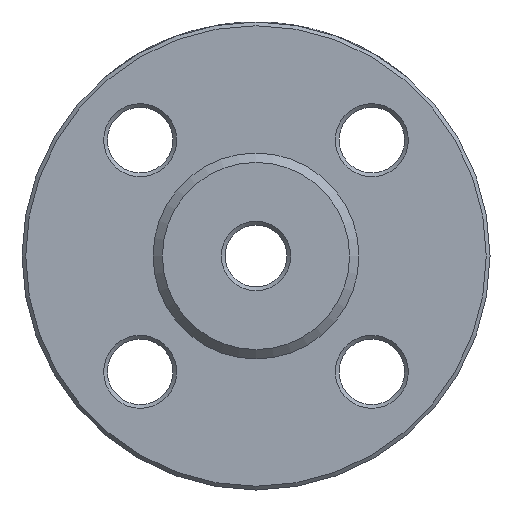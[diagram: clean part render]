
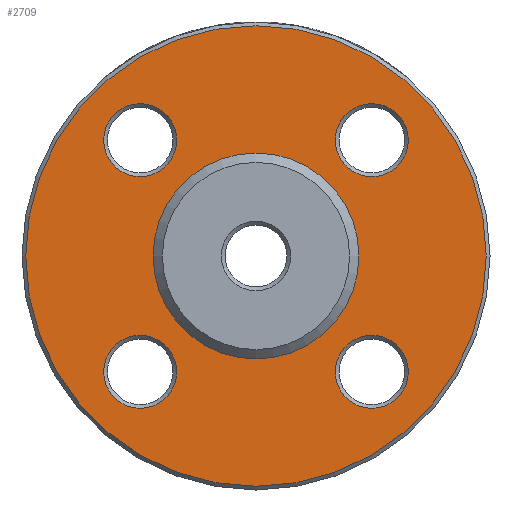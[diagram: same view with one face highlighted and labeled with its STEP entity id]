
A CAD part, left-side view. The second image highlights one B-rep face of the part: STEP entity #2709.
In plain terms, the highlighted planar face has unit normal (-1, 0, 0).
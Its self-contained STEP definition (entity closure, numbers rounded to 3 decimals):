
#142 = DIRECTION ( 'NONE',  ( 0., 0., -1. ) ) ;
#311 = CIRCLE ( 'NONE', #4347, 7.8 ) ;
#339 = CARTESIAN_POINT ( 'NONE',  ( 2., 0., -49.2 ) ) ;
#362 = CARTESIAN_POINT ( 'NONE',  ( 2., -32.549, -24.749 ) ) ;
#379 = FACE_BOUND ( 'NONE', #2118, .T. ) ;
#400 = VERTEX_POINT ( 'NONE', #2125 ) ;
#403 = CARTESIAN_POINT ( 'NONE',  ( 2., 0., 22. ) ) ;
#482 = DIRECTION ( 'NONE',  ( 0., 0., 1. ) ) ;
#486 = EDGE_LOOP ( 'NONE', ( #4329 ) ) ;
#504 = ORIENTED_EDGE ( 'NONE', *, *, #3980, .T. ) ;
#672 = VERTEX_POINT ( 'NONE', #3790 ) ;
#674 = VERTEX_POINT ( 'NONE', #339 ) ;
#691 = DIRECTION ( 'NONE',  ( 0., 0., -1. ) ) ;
#709 = ORIENTED_EDGE ( 'NONE', *, *, #4034, .T. ) ;
#819 = DIRECTION ( 'NONE',  ( 0., 0., 1. ) ) ;
#995 = VERTEX_POINT ( 'NONE', #3143 ) ;
#1032 = AXIS2_PLACEMENT_3D ( 'NONE', #2539, #3924, #482 ) ;
#1132 = ORIENTED_EDGE ( 'NONE', *, *, #1296, .T. ) ;
#1227 = DIRECTION ( 'NONE',  ( 0., 1., 0. ) ) ;
#1253 = ORIENTED_EDGE ( 'NONE', *, *, #1889, .T. ) ;
#1296 = EDGE_CURVE ( 'NONE', #995, #995, #3160, .T. ) ;
#1427 = VERTEX_POINT ( 'NONE', #403 ) ;
#1532 = AXIS2_PLACEMENT_3D ( 'NONE', #3836, #1757, #691 ) ;
#1564 = CIRCLE ( 'NONE', #2804, 22. ) ;
#1642 = CIRCLE ( 'NONE', #3956, 49.2 ) ;
#1732 = FACE_BOUND ( 'NONE', #3547, .T. ) ;
#1757 = DIRECTION ( 'NONE',  ( 1., 0., 0. ) ) ;
#1786 = AXIS2_PLACEMENT_3D ( 'NONE', #3210, #2882, #142 ) ;
#1880 = DIRECTION ( 'NONE',  ( -1., 0., 0. ) ) ;
#1889 = EDGE_CURVE ( 'NONE', #3077, #3077, #2729, .T. ) ;
#2024 = DIRECTION ( 'NONE',  ( 1., 0., 0. ) ) ;
#2025 = EDGE_CURVE ( 'NONE', #1427, #1427, #1564, .T. ) ;
#2068 = ORIENTED_EDGE ( 'NONE', *, *, #2025, .F. ) ;
#2118 = EDGE_LOOP ( 'NONE', ( #2068 ) ) ;
#2125 = CARTESIAN_POINT ( 'NONE',  ( 2., -24.749, 32.549 ) ) ;
#2196 = DIRECTION ( 'NONE',  ( 0., 0., -1. ) ) ;
#2264 = CARTESIAN_POINT ( 'NONE',  ( 2., 0., 0. ) ) ;
#2380 = EDGE_LOOP ( 'NONE', ( #504 ) ) ;
#2411 = PLANE ( 'NONE',  #1532 ) ;
#2489 = EDGE_CURVE ( 'NONE', #674, #674, #1642, .T. ) ;
#2494 = EDGE_LOOP ( 'NONE', ( #709 ) ) ;
#2503 = EDGE_LOOP ( 'NONE', ( #1132 ) ) ;
#2539 = CARTESIAN_POINT ( 'NONE',  ( 2., -24.749, 24.749 ) ) ;
#2656 = DIRECTION ( 'NONE',  ( 1., 0., 0. ) ) ;
#2709 = ADVANCED_FACE ( 'NONE', ( #1732, #3765, #4466, #4442, #4129, #379 ), #2411, .F. ) ;
#2729 = CIRCLE ( 'NONE', #4084, 7.8 ) ;
#2804 = AXIS2_PLACEMENT_3D ( 'NONE', #2264, #1880, #819 ) ;
#2882 = DIRECTION ( 'NONE',  ( 1., 0., 0. ) ) ;
#2899 = DIRECTION ( 'NONE',  ( -1., 0., 0. ) ) ;
#3025 = DIRECTION ( 'NONE',  ( 0., -1., 0. ) ) ;
#3077 = VERTEX_POINT ( 'NONE', #362 ) ;
#3143 = CARTESIAN_POINT ( 'NONE',  ( 2., 24.749, -32.549 ) ) ;
#3160 = CIRCLE ( 'NONE', #1786, 7.8 ) ;
#3210 = CARTESIAN_POINT ( 'NONE',  ( 2., 24.749, -24.749 ) ) ;
#3283 = CARTESIAN_POINT ( 'NONE',  ( 2., 24.749, 24.749 ) ) ;
#3483 = CIRCLE ( 'NONE', #1032, 7.8 ) ;
#3547 = EDGE_LOOP ( 'NONE', ( #1253 ) ) ;
#3664 = CARTESIAN_POINT ( 'NONE',  ( 2., -24.749, -24.749 ) ) ;
#3765 = FACE_BOUND ( 'NONE', #2380, .T. ) ;
#3790 = CARTESIAN_POINT ( 'NONE',  ( 2., 32.549, 24.749 ) ) ;
#3836 = CARTESIAN_POINT ( 'NONE',  ( 2., 22., 0. ) ) ;
#3924 = DIRECTION ( 'NONE',  ( 1., 0., 0. ) ) ;
#3956 = AXIS2_PLACEMENT_3D ( 'NONE', #4226, #2899, #2196 ) ;
#3980 = EDGE_CURVE ( 'NONE', #400, #400, #3483, .T. ) ;
#4034 = EDGE_CURVE ( 'NONE', #672, #672, #311, .T. ) ;
#4084 = AXIS2_PLACEMENT_3D ( 'NONE', #3664, #2024, #3025 ) ;
#4129 = FACE_OUTER_BOUND ( 'NONE', #486, .T. ) ;
#4226 = CARTESIAN_POINT ( 'NONE',  ( 2., 0., 0. ) ) ;
#4329 = ORIENTED_EDGE ( 'NONE', *, *, #2489, .T. ) ;
#4347 = AXIS2_PLACEMENT_3D ( 'NONE', #3283, #2656, #1227 ) ;
#4442 = FACE_BOUND ( 'NONE', #2503, .T. ) ;
#4466 = FACE_BOUND ( 'NONE', #2494, .T. ) ;
